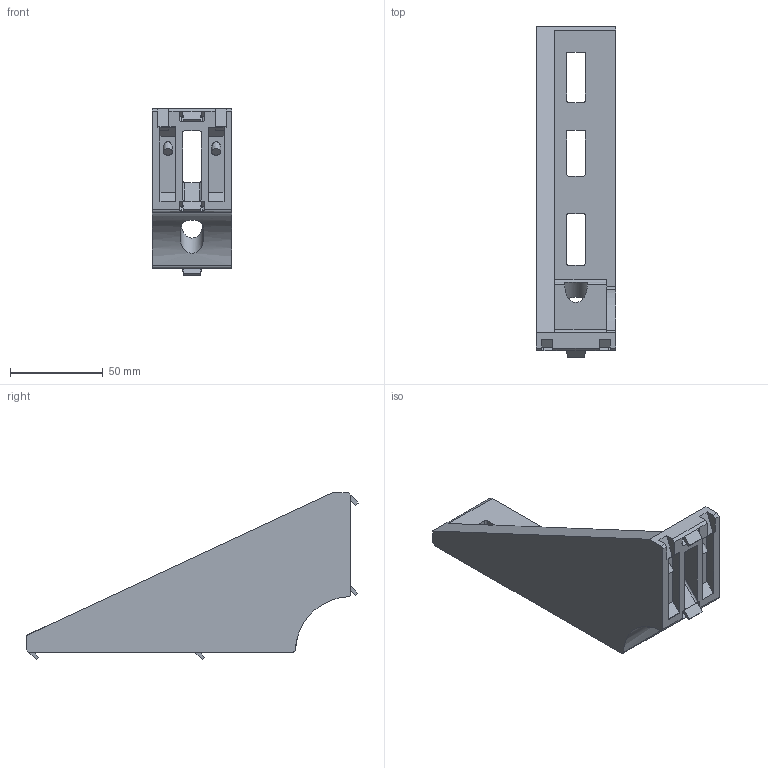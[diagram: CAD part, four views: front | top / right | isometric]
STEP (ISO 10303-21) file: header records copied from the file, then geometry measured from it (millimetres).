
FILE_DESCRIPTION(/* description */ ('STEP AP214'),/* implementation_level */ '2;1');
FILE_NAME(/* name */ '093W1751LN10',/* time_stamp */ '2022-09-13T12:01:06+02:00',/* author */ ('License CC BY-ND 4.0'),/* organization */ ('CADENAS'),/* preprocessor_version */ 'ST-DEVELOPER v18.102',/* originating_system */ 'PARTsolutions',/* authorisation */ ' ');
FILE_SCHEMA (('AUTOMOTIVE_DESIGN {1 0 10303 214 3 1 1}'));
Length unit declared in the file: millimetre
Products named in the file (1): 093W1751LN10
Bounding box: 43 x 178.79 x 89.8 mm (x, y, z)
Volume: 130344.8 mm3; surface area: 42762.2 mm2
Topology: 1 solids, 1 shells, 178 faces, 497 edges, 327 vertices
Faces by surface type: plane 130, cylinder 42, cone 6
Entity records: 5751 total; most frequent: CARTESIAN_POINT 1047, ORIENTED_EDGE 994, DIRECTION 945, EDGE_CURVE 497, LINE 387, VECTOR 387, VERTEX_POINT 327, AXIS2_PLACEMENT_3D 279
